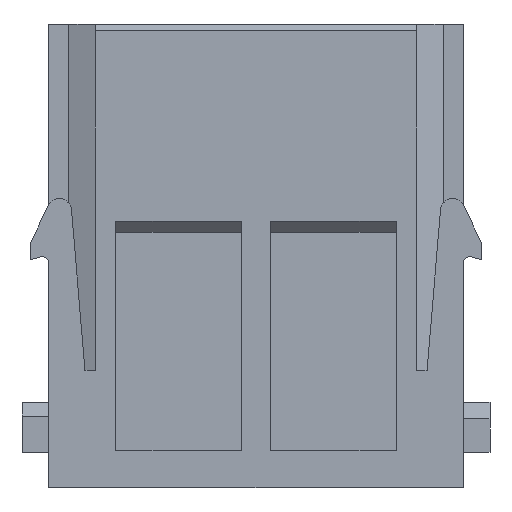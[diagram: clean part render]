
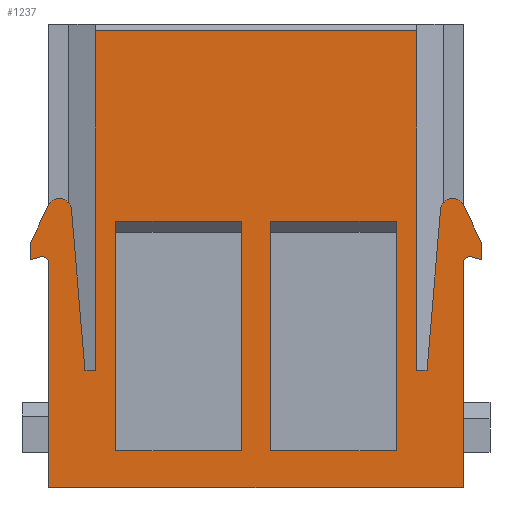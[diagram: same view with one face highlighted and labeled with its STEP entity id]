
A CAD part, left-side view. The second image highlights one B-rep face of the part: STEP entity #1237.
In plain terms, the highlighted planar face has unit normal (-1, 0, 0).
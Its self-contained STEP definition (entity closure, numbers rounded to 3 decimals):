
#1237=ADVANCED_FACE('',(#2069,#2070,#2071),#1724,.T.);
#1724=PLANE('',#10001);
#2069=FACE_BOUND('',#2353,.T.);
#2070=FACE_BOUND('',#2354,.T.);
#2071=FACE_BOUND('',#2355,.T.);
#2353=EDGE_LOOP('',(#3226,#3227,#3228,#3229,#3230,#3231,#3232,#3233,#3234,
#3235,#3236,#3237,#3238,#3239,#3240,#3241,#3242,#3243,#3244,#3245));
#2354=EDGE_LOOP('',(#3246,#3247,#3248,#3249));
#2355=EDGE_LOOP('',(#3250,#3251,#3252,#3253));
#3226=ORIENTED_EDGE('',*,*,#6207,.T.);
#3227=ORIENTED_EDGE('',*,*,#6211,.T.);
#3228=ORIENTED_EDGE('',*,*,#6243,.F.);
#3229=ORIENTED_EDGE('',*,*,#6244,.T.);
#3230=ORIENTED_EDGE('',*,*,#6245,.T.);
#3231=ORIENTED_EDGE('',*,*,#6246,.F.);
#3232=ORIENTED_EDGE('',*,*,#6247,.F.);
#3233=ORIENTED_EDGE('',*,*,#6248,.T.);
#3234=ORIENTED_EDGE('',*,*,#6249,.T.);
#3235=ORIENTED_EDGE('',*,*,#6250,.T.);
#3236=ORIENTED_EDGE('',*,*,#6251,.T.);
#3237=ORIENTED_EDGE('',*,*,#6252,.T.);
#3238=ORIENTED_EDGE('',*,*,#6253,.T.);
#3239=ORIENTED_EDGE('',*,*,#6254,.F.);
#3240=ORIENTED_EDGE('',*,*,#6130,.T.);
#3241=ORIENTED_EDGE('',*,*,#6214,.T.);
#3242=ORIENTED_EDGE('',*,*,#6231,.T.);
#3243=ORIENTED_EDGE('',*,*,#6234,.T.);
#3244=ORIENTED_EDGE('',*,*,#6237,.T.);
#3245=ORIENTED_EDGE('',*,*,#6240,.T.);
#3246=ORIENTED_EDGE('',*,*,#6255,.T.);
#3247=ORIENTED_EDGE('',*,*,#6256,.T.);
#3248=ORIENTED_EDGE('',*,*,#6257,.T.);
#3249=ORIENTED_EDGE('',*,*,#6258,.T.);
#3250=ORIENTED_EDGE('',*,*,#6259,.T.);
#3251=ORIENTED_EDGE('',*,*,#6260,.T.);
#3252=ORIENTED_EDGE('',*,*,#6261,.T.);
#3253=ORIENTED_EDGE('',*,*,#6262,.T.);
#5359=VERTEX_POINT('',#14589);
#5360=VERTEX_POINT('',#14590);
#5436=VERTEX_POINT('',#15178);
#5437=VERTEX_POINT('',#15179);
#5440=VERTEX_POINT('',#15187);
#5442=VERTEX_POINT('',#15193);
#5458=VERTEX_POINT('',#15227);
#5460=VERTEX_POINT('',#15233);
#5462=VERTEX_POINT('',#15239);
#5464=VERTEX_POINT('',#15250);
#5465=VERTEX_POINT('',#15252);
#5466=VERTEX_POINT('',#15254);
#5467=VERTEX_POINT('',#15256);
#5468=VERTEX_POINT('',#15258);
#5469=VERTEX_POINT('',#15260);
#5470=VERTEX_POINT('',#15262);
#5471=VERTEX_POINT('',#15264);
#5472=VERTEX_POINT('',#15266);
#5473=VERTEX_POINT('',#15268);
#5474=VERTEX_POINT('',#15270);
#5475=VERTEX_POINT('',#15273);
#5476=VERTEX_POINT('',#15274);
#5477=VERTEX_POINT('',#15276);
#5478=VERTEX_POINT('',#15278);
#5479=VERTEX_POINT('',#15281);
#5480=VERTEX_POINT('',#15282);
#5481=VERTEX_POINT('',#15284);
#5482=VERTEX_POINT('',#15286);
#6130=EDGE_CURVE('',#5359,#5360,#8093,.T.);
#6207=EDGE_CURVE('',#5436,#5437,#7473,.T.);
#6211=EDGE_CURVE('',#5437,#5440,#8103,.T.);
#6214=EDGE_CURVE('',#5360,#5442,#8106,.T.);
#6231=EDGE_CURVE('',#5442,#5458,#7475,.T.);
#6234=EDGE_CURVE('',#5458,#5460,#8124,.T.);
#6237=EDGE_CURVE('',#5460,#5462,#8127,.T.);
#6240=EDGE_CURVE('',#5462,#5436,#8130,.T.);
#6243=EDGE_CURVE('',#5464,#5440,#8133,.T.);
#6244=EDGE_CURVE('',#5464,#5465,#8134,.T.);
#6245=EDGE_CURVE('',#5465,#5466,#8135,.T.);
#6246=EDGE_CURVE('',#5467,#5466,#8136,.T.);
#6247=EDGE_CURVE('',#5468,#5467,#8137,.T.);
#6248=EDGE_CURVE('',#5468,#5469,#8138,.T.);
#6249=EDGE_CURVE('',#5469,#5470,#7477,.T.);
#6250=EDGE_CURVE('',#5470,#5471,#8139,.T.);
#6251=EDGE_CURVE('',#5471,#5472,#8140,.T.);
#6252=EDGE_CURVE('',#5472,#5473,#8141,.T.);
#6253=EDGE_CURVE('',#5473,#5474,#7478,.T.);
#6254=EDGE_CURVE('',#5359,#5474,#8142,.T.);
#6255=EDGE_CURVE('',#5475,#5476,#8143,.T.);
#6256=EDGE_CURVE('',#5476,#5477,#8144,.T.);
#6257=EDGE_CURVE('',#5477,#5478,#8145,.T.);
#6258=EDGE_CURVE('',#5478,#5475,#8146,.T.);
#6259=EDGE_CURVE('',#5479,#5480,#8147,.T.);
#6260=EDGE_CURVE('',#5480,#5481,#8148,.T.);
#6261=EDGE_CURVE('',#5481,#5482,#8149,.T.);
#6262=EDGE_CURVE('',#5482,#5479,#8150,.T.);
#7473=CIRCLE('',#9987,0.9);
#7475=CIRCLE('',#9992,0.45);
#7477=CIRCLE('',#9999,0.9);
#7478=CIRCLE('',#10000,0.45);
#8093=LINE('',#14588,#8848);
#8103=LINE('',#15186,#8858);
#8106=LINE('',#15192,#8861);
#8124=LINE('',#15232,#8879);
#8127=LINE('',#15238,#8882);
#8130=LINE('',#15244,#8885);
#8133=LINE('',#15249,#8888);
#8134=LINE('',#15251,#8889);
#8135=LINE('',#15253,#8890);
#8136=LINE('',#15255,#8891);
#8137=LINE('',#15257,#8892);
#8138=LINE('',#15259,#8893);
#8139=LINE('',#15263,#8894);
#8140=LINE('',#15265,#8895);
#8141=LINE('',#15267,#8896);
#8142=LINE('',#15271,#8897);
#8143=LINE('',#15272,#8898);
#8144=LINE('',#15275,#8899);
#8145=LINE('',#15277,#8900);
#8146=LINE('',#15279,#8901);
#8147=LINE('',#15280,#8902);
#8148=LINE('',#15283,#8903);
#8149=LINE('',#15285,#8904);
#8150=LINE('',#15287,#8905);
#8848=VECTOR('',#10836,1.);
#8858=VECTOR('',#10928,1.);
#8861=VECTOR('',#10933,1.);
#8879=VECTOR('',#10959,1.);
#8882=VECTOR('',#10964,1.);
#8885=VECTOR('',#10969,1.);
#8888=VECTOR('',#10976,1.);
#8889=VECTOR('',#10977,1.);
#8890=VECTOR('',#10978,1.);
#8891=VECTOR('',#10979,1.);
#8892=VECTOR('',#10980,1.);
#8893=VECTOR('',#10981,1.);
#8894=VECTOR('',#10984,1.);
#8895=VECTOR('',#10985,1.);
#8896=VECTOR('',#10986,1.);
#8897=VECTOR('',#10989,1.);
#8898=VECTOR('',#10990,1.);
#8899=VECTOR('',#10991,1.);
#8900=VECTOR('',#10992,1.);
#8901=VECTOR('',#10993,1.);
#8902=VECTOR('',#10994,1.);
#8903=VECTOR('',#10995,1.);
#8904=VECTOR('',#10996,1.);
#8905=VECTOR('',#10997,1.);
#9987=AXIS2_PLACEMENT_3D('',#15177,#10920,#10921);
#9992=AXIS2_PLACEMENT_3D('',#15226,#10952,#10953);
#9999=AXIS2_PLACEMENT_3D('',#15261,#10982,#10983);
#10000=AXIS2_PLACEMENT_3D('',#15269,#10987,#10988);
#10001=AXIS2_PLACEMENT_3D('',#15288,#10998,#10999);
#10836=DIRECTION('',(0.,-1.,0.));
#10920=DIRECTION('',(-1.,0.,0.));
#10921=DIRECTION('',(0.,0.,-1.));
#10928=DIRECTION('',(0.,0.084,-0.996));
#10933=DIRECTION('',(0.,0.,1.));
#10952=DIRECTION('',(1.,0.,0.));
#10953=DIRECTION('',(0.,0.,-1.));
#10959=DIRECTION('',(0.,-0.966,-0.259));
#10964=DIRECTION('',(0.,0.,1.));
#10969=DIRECTION('',(0.,0.423,0.906));
#10976=DIRECTION('',(0.,-1.,0.));
#10977=DIRECTION('',(0.,0.,1.));
#10978=DIRECTION('',(0.,1.,0.));
#10979=DIRECTION('',(0.,0.,1.));
#10980=DIRECTION('',(0.,-1.,0.));
#10981=DIRECTION('',(0.,0.084,0.996));
#10982=DIRECTION('',(-1.,0.,0.));
#10983=DIRECTION('',(0.,0.,-1.));
#10984=DIRECTION('',(0.,0.423,-0.906));
#10985=DIRECTION('',(0.,0.,-1.));
#10986=DIRECTION('',(0.,-0.966,0.259));
#10987=DIRECTION('',(1.,0.,0.));
#10988=DIRECTION('',(0.,0.,-1.));
#10989=DIRECTION('',(0.,0.,1.));
#10990=DIRECTION('',(0.,-1.,0.));
#10991=DIRECTION('',(0.,0.,-1.));
#10992=DIRECTION('',(0.,1.,0.));
#10993=DIRECTION('',(0.,0.,1.));
#10994=DIRECTION('',(0.,-1.,0.));
#10995=DIRECTION('',(0.,0.,-1.));
#10996=DIRECTION('',(0.,1.,0.));
#10997=DIRECTION('',(0.,0.,1.));
#10998=DIRECTION('',(-1.,0.,0.));
#10999=DIRECTION('',(0.,0.,1.));
#14588=CARTESIAN_POINT('',(-7.325,15.15,-17.9));
#14589=CARTESIAN_POINT('',(-7.325,15.15,-17.9));
#14590=CARTESIAN_POINT('',(-7.325,-15.15,-17.9));
#15177=CARTESIAN_POINT('',(-7.325,-14.381,2.35));
#15178=CARTESIAN_POINT('',(-7.325,-15.197,2.73));
#15179=CARTESIAN_POINT('',(-7.325,-13.485,2.425));
#15186=CARTESIAN_POINT('',(-7.325,-13.485,2.425));
#15187=CARTESIAN_POINT('',(-7.325,-12.5,-9.3));
#15192=CARTESIAN_POINT('',(-7.325,-15.15,-9.3));
#15193=CARTESIAN_POINT('',(-7.325,-15.15,-1.45));
#15226=CARTESIAN_POINT('',(-7.325,-15.6,-1.45));
#15227=CARTESIAN_POINT('',(-7.325,-15.716,-1.015));
#15232=CARTESIAN_POINT('',(-7.325,-15.716,-1.015));
#15233=CARTESIAN_POINT('',(-7.325,-16.48,-1.22));
#15238=CARTESIAN_POINT('',(-7.325,-16.48,-1.22));
#15239=CARTESIAN_POINT('',(-7.325,-16.48,-0.02));
#15244=CARTESIAN_POINT('',(-7.325,-16.48,-0.02));
#15249=CARTESIAN_POINT('',(-7.325,-11.75,-9.3));
#15250=CARTESIAN_POINT('',(-7.325,-11.75,-9.3));
#15251=CARTESIAN_POINT('',(-7.325,-11.75,-9.3));
#15252=CARTESIAN_POINT('',(-7.325,-11.75,15.5));
#15253=CARTESIAN_POINT('',(-7.325,15.15,15.5));
#15254=CARTESIAN_POINT('',(-7.325,11.75,15.5));
#15255=CARTESIAN_POINT('',(-7.325,11.75,-9.3));
#15256=CARTESIAN_POINT('',(-7.325,11.75,-9.3));
#15257=CARTESIAN_POINT('',(-7.325,15.15,-9.3));
#15258=CARTESIAN_POINT('',(-7.325,12.5,-9.3));
#15259=CARTESIAN_POINT('',(-7.325,13.485,2.425));
#15260=CARTESIAN_POINT('',(-7.325,13.485,2.425));
#15261=CARTESIAN_POINT('',(-7.325,14.381,2.35));
#15262=CARTESIAN_POINT('',(-7.325,15.197,2.73));
#15263=CARTESIAN_POINT('',(-7.325,16.48,-0.02));
#15264=CARTESIAN_POINT('',(-7.325,16.48,-0.02));
#15265=CARTESIAN_POINT('',(-7.325,16.48,-1.22));
#15266=CARTESIAN_POINT('',(-7.325,16.48,-1.22));
#15267=CARTESIAN_POINT('',(-7.325,15.716,-1.015));
#15268=CARTESIAN_POINT('',(-7.325,15.716,-1.015));
#15269=CARTESIAN_POINT('',(-7.325,15.6,-1.45));
#15270=CARTESIAN_POINT('',(-7.325,15.15,-1.45));
#15271=CARTESIAN_POINT('',(-7.325,15.15,-9.3));
#15272=CARTESIAN_POINT('',(-7.325,1.05,1.6));
#15273=CARTESIAN_POINT('',(-7.325,10.25,1.6));
#15274=CARTESIAN_POINT('',(-7.325,1.05,1.6));
#15275=CARTESIAN_POINT('',(-7.325,1.05,-17.9));
#15276=CARTESIAN_POINT('',(-7.325,1.05,-15.2));
#15277=CARTESIAN_POINT('',(-7.325,15.15,-15.2));
#15278=CARTESIAN_POINT('',(-7.325,10.25,-15.2));
#15279=CARTESIAN_POINT('',(-7.325,10.25,-17.9));
#15280=CARTESIAN_POINT('',(-7.325,-10.25,1.6));
#15281=CARTESIAN_POINT('',(-7.325,-1.05,1.6));
#15282=CARTESIAN_POINT('',(-7.325,-10.25,1.6));
#15283=CARTESIAN_POINT('',(-7.325,-10.25,-17.9));
#15284=CARTESIAN_POINT('',(-7.325,-10.25,-15.2));
#15285=CARTESIAN_POINT('',(-7.325,15.15,-15.2));
#15286=CARTESIAN_POINT('',(-7.325,-1.05,-15.2));
#15287=CARTESIAN_POINT('',(-7.325,-1.05,-17.9));
#15288=CARTESIAN_POINT('',(-7.325,-14.381,2.35));
